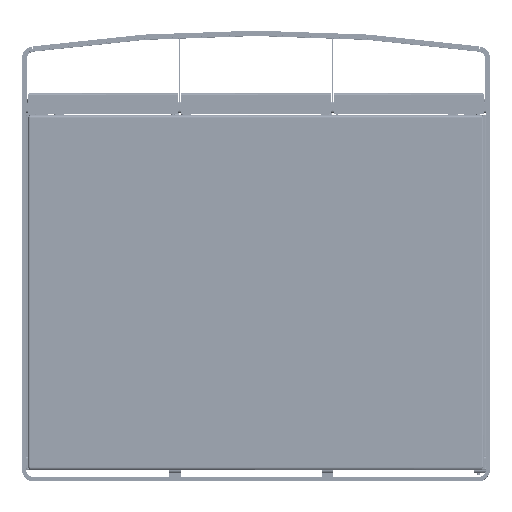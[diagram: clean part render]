
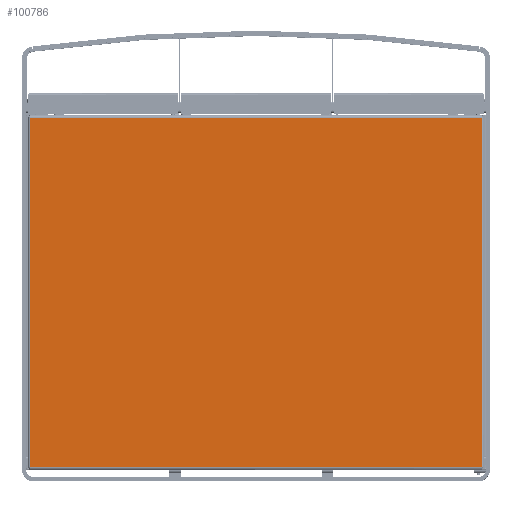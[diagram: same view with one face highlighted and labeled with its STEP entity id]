
A CAD part, top view. The second image highlights one B-rep face of the part: STEP entity #100786.
In plain terms, the highlighted face is planar.
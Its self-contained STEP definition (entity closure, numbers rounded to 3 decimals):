
#4789 = VECTOR ( 'NONE', #42041, 1000. ) ;
#5168 = VERTEX_POINT ( 'NONE', #25233 ) ;
#6873 = DIRECTION ( 'NONE',  ( 0., 1., 0. ) ) ;
#8131 = DIRECTION ( 'NONE',  ( 0., 0., 1. ) ) ;
#13469 = DIRECTION ( 'NONE',  ( 0., -1., 0. ) ) ;
#16942 = CARTESIAN_POINT ( 'NONE',  ( -3., 0., 0. ) ) ;
#21751 = ORIENTED_EDGE ( 'NONE', *, *, #96686, .T. ) ;
#25233 = CARTESIAN_POINT ( 'NONE',  ( -3., 446.5, -576.5 ) ) ;
#28556 = CARTESIAN_POINT ( 'NONE',  ( -3., 448.793, -576.5 ) ) ;
#30084 = LINE ( 'NONE', #28556, #98778 ) ;
#33630 = LINE ( 'NONE', #65279, #55084 ) ;
#36835 = VECTOR ( 'NONE', #6873, 1000. ) ;
#38229 = EDGE_CURVE ( 'NONE', #5168, #94041, #30084, .T. ) ;
#40615 = CARTESIAN_POINT ( 'NONE',  ( -3., -448.793, 576.5 ) ) ;
#41055 = ORIENTED_EDGE ( 'NONE', *, *, #38229, .T. ) ;
#42041 = DIRECTION ( 'NONE',  ( 0., 0., 1. ) ) ;
#45325 = LINE ( 'NONE', #40615, #36835 ) ;
#45624 = AXIS2_PLACEMENT_3D ( 'NONE', #16942, #62667, #8131 ) ;
#46633 = CARTESIAN_POINT ( 'NONE',  ( -3., -446.5, 576.5 ) ) ;
#47997 = EDGE_CURVE ( 'NONE', #92548, #72340, #45325, .T. ) ;
#48200 = EDGE_LOOP ( 'NONE', ( #41055, #21751, #89759, #48876 ) ) ;
#48876 = ORIENTED_EDGE ( 'NONE', *, *, #97317, .T. ) ;
#55084 = VECTOR ( 'NONE', #89189, 1000. ) ;
#62667 = DIRECTION ( 'NONE',  ( -1., 0., 0. ) ) ;
#65279 = CARTESIAN_POINT ( 'NONE',  ( -3., 446.5, 578.793 ) ) ;
#72001 = PLANE ( 'NONE',  #45624 ) ;
#72340 = VERTEX_POINT ( 'NONE', #88056 ) ;
#79836 = CARTESIAN_POINT ( 'NONE',  ( -3., -446.5, -576.5 ) ) ;
#88056 = CARTESIAN_POINT ( 'NONE',  ( -3., 446.5, 576.5 ) ) ;
#89189 = DIRECTION ( 'NONE',  ( 0., 0., -1. ) ) ;
#89759 = ORIENTED_EDGE ( 'NONE', *, *, #47997, .T. ) ;
#90328 = CARTESIAN_POINT ( 'NONE',  ( -3., -446.5, -578.793 ) ) ;
#92548 = VERTEX_POINT ( 'NONE', #46633 ) ;
#94041 = VERTEX_POINT ( 'NONE', #79836 ) ;
#96686 = EDGE_CURVE ( 'NONE', #94041, #92548, #97646, .T. ) ;
#97317 = EDGE_CURVE ( 'NONE', #72340, #5168, #33630, .T. ) ;
#97646 = LINE ( 'NONE', #90328, #4789 ) ;
#98778 = VECTOR ( 'NONE', #13469, 1000. ) ;
#100786 = ADVANCED_FACE ( 'NONE', ( #102175 ), #72001, .T. ) ;
#102175 = FACE_OUTER_BOUND ( 'NONE', #48200, .T. ) ;
